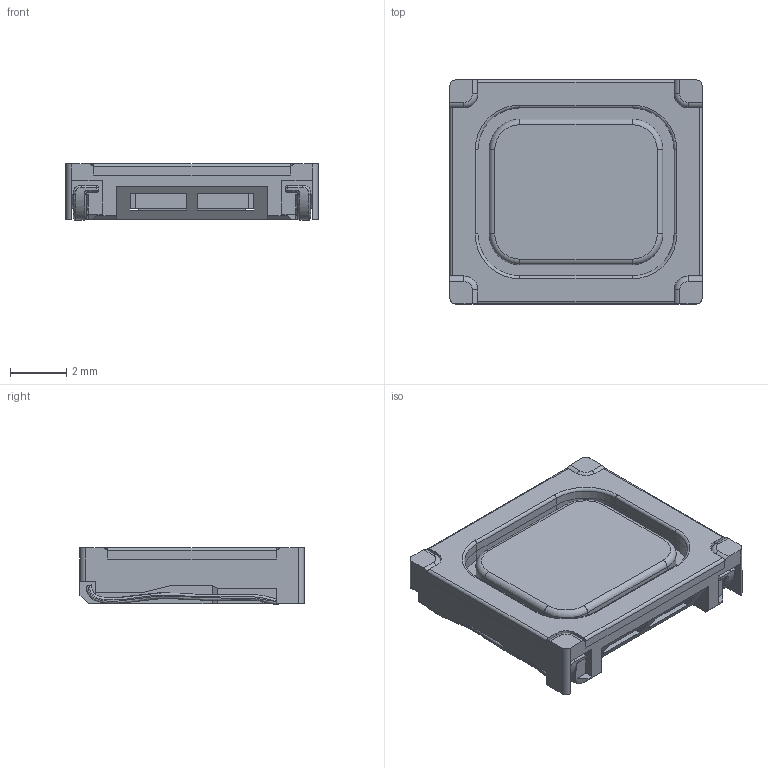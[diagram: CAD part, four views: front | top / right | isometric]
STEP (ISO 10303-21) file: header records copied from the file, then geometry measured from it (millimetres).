
FILE_DESCRIPTION(/* description */ (''),/* implementation_level */ '2;1');
FILE_NAME(/* name */ 'Speaker.step',/* time_stamp */ '2023-08-20T10:54:08+08:00',/* author */ (''),/* organization */ (''),/* preprocessor_version */ 'ST-DEVELOPER v20',/* originating_system */ 'Autodesk Translation Framework v12.9.0.99',/* authorisation */ '');
FILE_SCHEMA (('AUTOMOTIVE_DESIGN { 1 0 10303 214 3 1 1 }'));
Length unit declared in the file: millimetre
Products named in the file (6): Speaker; bottom cap; case; diaphram; leg2; leg1
Assembly tree (5 placements, depth 2):
  Speaker
    bottom cap
    case
    diaphram
    leg2
    leg1
Bounding box: 9 x 8 x 2.01 mm (x, y, z)
Volume: 110.2 mm3; surface area: 519.3 mm2
Topology: 7 solids, 7 shells, 353 faces, 906 edges, 566 vertices
Faces by surface type: plane 211, cylinder 70, bspline 60, torus 12
Full cylindrical faces by diameter (mm): 0.6 x2, 0.65 x2
Entity records: 15532 total; most frequent: CARTESIAN_POINT 7051, ORIENTED_EDGE 1812, DIRECTION 1580, EDGE_CURVE 906, LINE 588, VECTOR 588, VERTEX_POINT 566, AXIS2_PLACEMENT_3D 496
